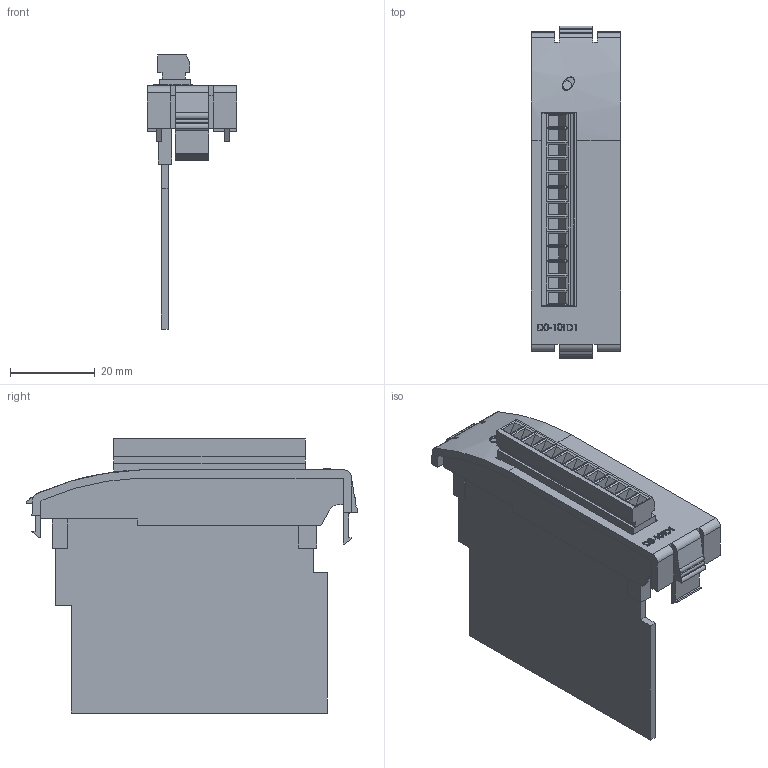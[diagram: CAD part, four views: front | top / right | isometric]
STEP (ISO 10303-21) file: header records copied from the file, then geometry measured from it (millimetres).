
FILE_DESCRIPTION (( 'STEP AP214' ), '1' );
FILE_NAME ('D0-10TD1.STEP', '2011-02-02T18:21:55', ( '.ADC' ), ( 'ADC' ), 'SwSTEP 2.0', 'SolidWorks 2009', '' );
FILE_SCHEMA (( 'AUTOMOTIVE_DESIGN' ));
Length unit declared in the file: inch
Products named in the file (1): D0-10TD1
Bounding box: 20.98 x 78.23 x 64.57 mm (x, y, z)
Volume: 12345.7 mm3; surface area: 15576.6 mm2
Topology: 2 solids, 2 shells, 351 faces, 928 edges, 608 vertices
Faces by surface type: plane 279, cylinder 38, bspline 34
Entity records: 15896 total; most frequent: CARTESIAN_POINT 4446, ORIENTED_EDGE 1856, DIRECTION 1581, EDGE_CURVE 928, VECTOR 771, LINE 771, VERTEX_POINT 608, AXIS2_PLACEMENT_3D 405
